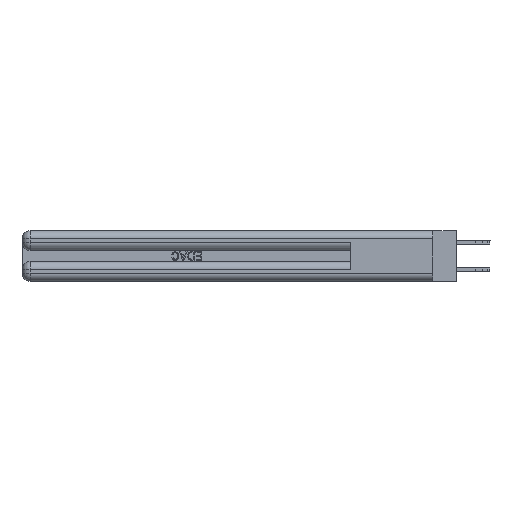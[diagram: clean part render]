
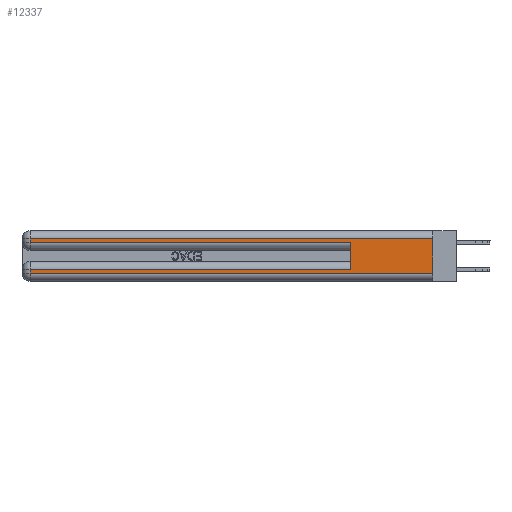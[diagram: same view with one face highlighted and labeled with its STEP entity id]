
A CAD part, left-side view. The second image highlights one B-rep face of the part: STEP entity #12337.
In plain terms, the highlighted planar face has unit normal (-1, 0, 0).
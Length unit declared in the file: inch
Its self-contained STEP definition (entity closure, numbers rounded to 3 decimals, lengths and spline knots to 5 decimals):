
#772 = CARTESIAN_POINT ( 'NONE',  ( 0., 0.6, 0.145 ) ) ;
#1495 = VECTOR ( 'NONE', #34903, 39.37008 ) ;
#2069 = VECTOR ( 'NONE', #8937, 39.37008 ) ;
#2204 = EDGE_CURVE ( 'NONE', #17915, #15133, #35007, .T. ) ;
#2992 = CARTESIAN_POINT ( 'NONE',  ( 0., 2.94, 0.285 ) ) ;
#3000 = DIRECTION ( 'NONE',  ( 0., 0., -1. ) ) ;
#4940 = ORIENTED_EDGE ( 'NONE', *, *, #22510, .T. ) ;
#5282 = DIRECTION ( 'NONE',  ( 0., 1., 0. ) ) ;
#5366 = ORIENTED_EDGE ( 'NONE', *, *, #2204, .T. ) ;
#5449 = DIRECTION ( 'NONE',  ( 0., 1., 0. ) ) ;
#7767 = LINE ( 'NONE', #28861, #33445 ) ;
#8044 = CARTESIAN_POINT ( 'NONE',  ( 0., 0.6, 0.285 ) ) ;
#8937 = DIRECTION ( 'NONE',  ( 0., 0., -1. ) ) ;
#9075 = CARTESIAN_POINT ( 'NONE',  ( 0., 2.94, 0.37 ) ) ;
#9126 = ORIENTED_EDGE ( 'NONE', *, *, #35977, .F. ) ;
#9256 = CARTESIAN_POINT ( 'NONE',  ( 0., 0., 0.37 ) ) ;
#9271 = VERTEX_POINT ( 'NONE', #36275 ) ;
#9905 = VERTEX_POINT ( 'NONE', #2992 ) ;
#10642 = VECTOR ( 'NONE', #19819, 39.37008 ) ;
#11392 = CARTESIAN_POINT ( 'NONE',  ( 0., 0., 0.085 ) ) ;
#12337 = ADVANCED_FACE ( 'NONE', ( #32615 ), #39055, .F. ) ;
#13119 = EDGE_CURVE ( 'NONE', #9271, #17749, #32528, .T. ) ;
#14260 = VECTOR ( 'NONE', #19063, 39.37008 ) ;
#15133 = VERTEX_POINT ( 'NONE', #15882 ) ;
#15647 = ORIENTED_EDGE ( 'NONE', *, *, #36565, .T. ) ;
#15704 = LINE ( 'NONE', #11392, #23025 ) ;
#15882 = CARTESIAN_POINT ( 'NONE',  ( 0., 2.94, 0.31 ) ) ;
#16133 = EDGE_CURVE ( 'NONE', #31147, #31159, #17146, .T. ) ;
#17146 = LINE ( 'NONE', #9075, #2069 ) ;
#17749 = VERTEX_POINT ( 'NONE', #8044 ) ;
#17779 = CARTESIAN_POINT ( 'NONE',  ( 0., 0., 0.31 ) ) ;
#17915 = VERTEX_POINT ( 'NONE', #17779 ) ;
#18851 = LINE ( 'NONE', #22545, #10642 ) ;
#19063 = DIRECTION ( 'NONE',  ( 0., -1., 0. ) ) ;
#19403 = EDGE_CURVE ( 'NONE', #15133, #9905, #18851, .T. ) ;
#19735 = CARTESIAN_POINT ( 'NONE',  ( 0., 2.94, 0.085 ) ) ;
#19742 = ORIENTED_EDGE ( 'NONE', *, *, #19403, .T. ) ;
#19819 = DIRECTION ( 'NONE',  ( 0., 0., -1. ) ) ;
#22399 = EDGE_LOOP ( 'NONE', ( #9126, #5366, #19742, #35166, #31578, #15647, #33764, #4940 ) ) ;
#22510 = EDGE_CURVE ( 'NONE', #31159, #39260, #7767, .T. ) ;
#22545 = CARTESIAN_POINT ( 'NONE',  ( 0., 2.94, 0.37 ) ) ;
#22587 = CARTESIAN_POINT ( 'NONE',  ( 0., 2.94, 0.06 ) ) ;
#23025 = VECTOR ( 'NONE', #5449, 39.37008 ) ;
#23061 = VECTOR ( 'NONE', #3000, 39.37008 ) ;
#23341 = DIRECTION ( 'NONE',  ( 1., 0., 0. ) ) ;
#23420 = VECTOR ( 'NONE', #5282, 39.37008 ) ;
#23822 = EDGE_CURVE ( 'NONE', #9905, #17749, #35086, .T. ) ;
#25286 = CARTESIAN_POINT ( 'NONE',  ( 0., 0., 0.285 ) ) ;
#28818 = CARTESIAN_POINT ( 'NONE',  ( 0., 0., 0.06 ) ) ;
#28861 = CARTESIAN_POINT ( 'NONE',  ( 0., 0., 0.06 ) ) ;
#31147 = VERTEX_POINT ( 'NONE', #19735 ) ;
#31159 = VERTEX_POINT ( 'NONE', #22587 ) ;
#31578 = ORIENTED_EDGE ( 'NONE', *, *, #13119, .F. ) ;
#32528 = LINE ( 'NONE', #772, #1495 ) ;
#32615 = FACE_OUTER_BOUND ( 'NONE', #22399, .T. ) ;
#32616 = AXIS2_PLACEMENT_3D ( 'NONE', #38652, #23341, #35788 ) ;
#33445 = VECTOR ( 'NONE', #37797, 39.37008 ) ;
#33764 = ORIENTED_EDGE ( 'NONE', *, *, #16133, .T. ) ;
#34903 = DIRECTION ( 'NONE',  ( 0., 0., 1. ) ) ;
#35007 = LINE ( 'NONE', #37661, #23420 ) ;
#35086 = LINE ( 'NONE', #25286, #14260 ) ;
#35166 = ORIENTED_EDGE ( 'NONE', *, *, #23822, .T. ) ;
#35788 = DIRECTION ( 'NONE',  ( 0., 0., -1. ) ) ;
#35977 = EDGE_CURVE ( 'NONE', #17915, #39260, #37574, .T. ) ;
#36275 = CARTESIAN_POINT ( 'NONE',  ( 0., 0.6, 0.085 ) ) ;
#36565 = EDGE_CURVE ( 'NONE', #9271, #31147, #15704, .T. ) ;
#37574 = LINE ( 'NONE', #9256, #23061 ) ;
#37661 = CARTESIAN_POINT ( 'NONE',  ( 0., 0., 0.31 ) ) ;
#37797 = DIRECTION ( 'NONE',  ( 0., -1., 0. ) ) ;
#38652 = CARTESIAN_POINT ( 'NONE',  ( 0., 0., 0.37 ) ) ;
#39055 = PLANE ( 'NONE',  #32616 ) ;
#39260 = VERTEX_POINT ( 'NONE', #28818 ) ;
